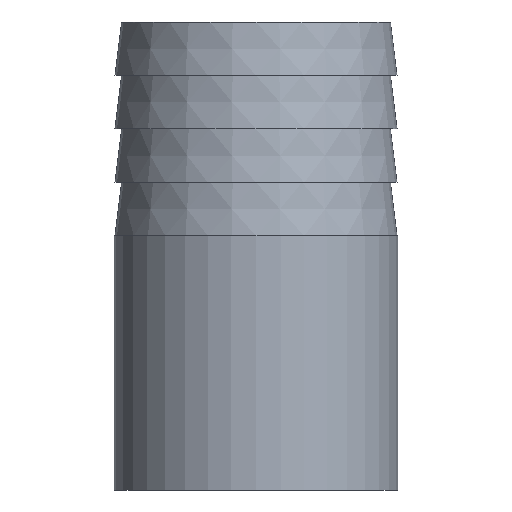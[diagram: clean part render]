
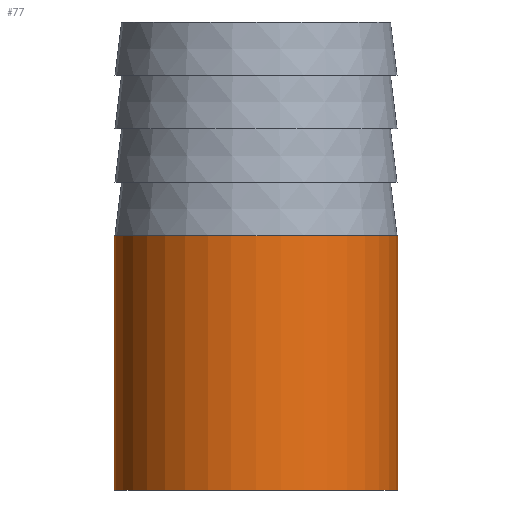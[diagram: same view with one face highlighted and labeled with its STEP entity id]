
A CAD part, front view. The second image highlights one B-rep face of the part: STEP entity #77.
In plain terms, the highlighted cylindrical face has radius 21.2 mm (diameter 42.4 mm), a partial arc.
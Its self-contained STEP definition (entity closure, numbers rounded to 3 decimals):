
#56 = VERTEX_POINT ( 'NONE', #276 ) ;
#65 = ORIENTED_EDGE ( 'NONE', *, *, #90, .F. ) ;
#66 = ORIENTED_EDGE ( 'NONE', *, *, #67, .T. ) ;
#67 = EDGE_CURVE ( 'NONE', #96, #95, #320, .T. ) ;
#74 = ORIENTED_EDGE ( 'NONE', *, *, #82, .F. ) ;
#77 = ADVANCED_FACE ( 'NONE', ( #305 ), #304, .T. ) ;
#79 = ORIENTED_EDGE ( 'NONE', *, *, #80, .T. ) ;
#80 = EDGE_CURVE ( 'NONE', #95, #56, #299, .T. ) ;
#81 = EDGE_LOOP ( 'NONE', ( #65, #66, #79, #74 ) ) ;
#82 = EDGE_CURVE ( 'NONE', #91, #56, #295, .T. ) ;
#90 = EDGE_CURVE ( 'NONE', #96, #91, #334, .T. ) ;
#91 = VERTEX_POINT ( 'NONE', #330 ) ;
#95 = VERTEX_POINT ( 'NONE', #384 ) ;
#96 = VERTEX_POINT ( 'NONE', #383 ) ;
#276 = CARTESIAN_POINT ( 'NONE',  ( 21.2, 0., -32. ) ) ;
#295 = CIRCLE ( 'NONE', #356, 21.2 ) ;
#296 = DIRECTION ( 'NONE',  ( 0., 0., 1. ) ) ;
#297 = VECTOR ( 'NONE', #296, 1000. ) ;
#298 = CARTESIAN_POINT ( 'NONE',  ( 21.2, 0., 0. ) ) ;
#299 = LINE ( 'NONE', #298, #297 ) ;
#300 = DIRECTION ( 'NONE',  ( 1., 0., 0. ) ) ;
#301 = DIRECTION ( 'NONE',  ( 0., 0., 1. ) ) ;
#302 = CARTESIAN_POINT ( 'NONE',  ( 0., 0., 0. ) ) ;
#303 = AXIS2_PLACEMENT_3D ( 'NONE', #302, #301, #300 ) ;
#304 = CYLINDRICAL_SURFACE ( 'NONE', #303, 21.2 ) ;
#305 = FACE_OUTER_BOUND ( 'NONE', #81, .T. ) ;
#316 = DIRECTION ( 'NONE',  ( 1., 0., 0. ) ) ;
#317 = DIRECTION ( 'NONE',  ( 0., 0., 1. ) ) ;
#318 = CARTESIAN_POINT ( 'NONE',  ( 0., 0., -70. ) ) ;
#319 = AXIS2_PLACEMENT_3D ( 'NONE', #318, #317, #316 ) ;
#320 = CIRCLE ( 'NONE', #319, 21.2 ) ;
#330 = CARTESIAN_POINT ( 'NONE',  ( -21.2, 0., -32. ) ) ;
#331 = DIRECTION ( 'NONE',  ( 0., 0., 1. ) ) ;
#332 = VECTOR ( 'NONE', #331, 1000. ) ;
#333 = CARTESIAN_POINT ( 'NONE',  ( -21.2, 0., 0. ) ) ;
#334 = LINE ( 'NONE', #333, #332 ) ;
#353 = DIRECTION ( 'NONE',  ( 1., 0., 0. ) ) ;
#354 = DIRECTION ( 'NONE',  ( 0., 0., 1. ) ) ;
#355 = CARTESIAN_POINT ( 'NONE',  ( 0., 0., -32. ) ) ;
#356 = AXIS2_PLACEMENT_3D ( 'NONE', #355, #354, #353 ) ;
#383 = CARTESIAN_POINT ( 'NONE',  ( -21.2, 0., -70. ) ) ;
#384 = CARTESIAN_POINT ( 'NONE',  ( 21.2, 0., -70. ) ) ;
